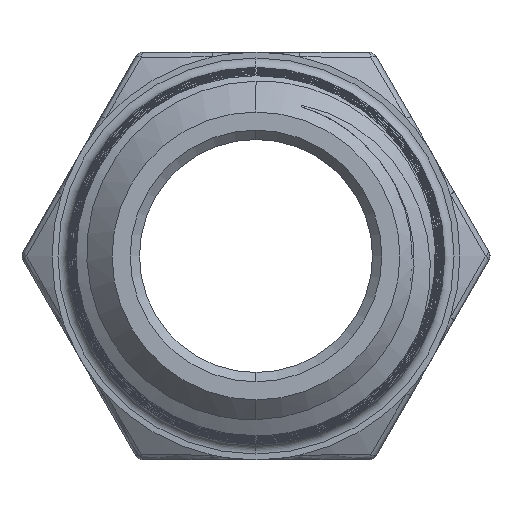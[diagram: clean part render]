
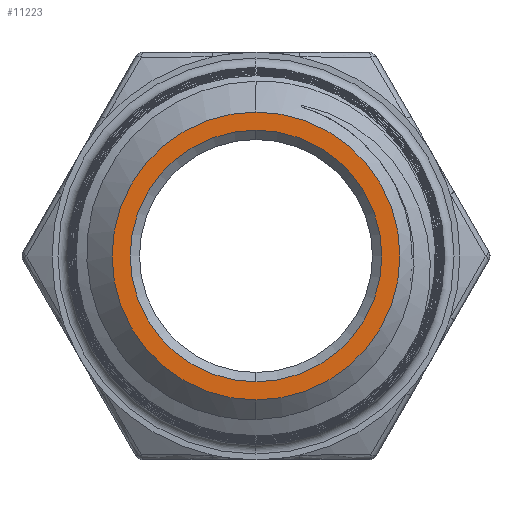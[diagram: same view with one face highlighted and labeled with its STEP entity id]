
A CAD part, left-side view. The second image highlights one B-rep face of the part: STEP entity #11223.
In plain terms, the highlighted planar face has unit normal (-1, 0, 0).
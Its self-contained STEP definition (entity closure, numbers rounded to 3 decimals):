
#812 = EDGE_LOOP ( 'NONE', ( #1582, #10947 ) ) ;
#1124 = CARTESIAN_POINT ( 'NONE',  ( -12.065, 0., 0. ) ) ;
#1243 = CARTESIAN_POINT ( 'NONE',  ( -12.065, 0., 0. ) ) ;
#1582 = ORIENTED_EDGE ( 'NONE', *, *, #7947, .T. ) ;
#2547 = AXIS2_PLACEMENT_3D ( 'NONE', #4154, #13614, #5342 ) ;
#2628 = EDGE_CURVE ( 'NONE', #12777, #7761, #8458, .T. ) ;
#3607 = DIRECTION ( 'NONE',  ( 1., 0., 0. ) ) ;
#3618 = EDGE_CURVE ( 'NONE', #8523, #9037, #13539, .T. ) ;
#3628 = CARTESIAN_POINT ( 'NONE',  ( -12.065, 0., 3.922 ) ) ;
#4154 = CARTESIAN_POINT ( 'NONE',  ( -12.065, 0., 0. ) ) ;
#5121 = CARTESIAN_POINT ( 'NONE',  ( -12.065, 0., 0. ) ) ;
#5342 = DIRECTION ( 'NONE',  ( 0., 0., -1. ) ) ;
#5372 = DIRECTION ( 'NONE',  ( 1., 0., 0. ) ) ;
#5878 = CIRCLE ( 'NONE', #9642, 3.922 ) ;
#6032 = CARTESIAN_POINT ( 'NONE',  ( -12.065, 0., -3.922 ) ) ;
#6461 = AXIS2_PLACEMENT_3D ( 'NONE', #1124, #9610, #11975 ) ;
#6487 = FACE_BOUND ( 'NONE', #13260, .T. ) ;
#6557 = CARTESIAN_POINT ( 'NONE',  ( -12.065, 0., 0. ) ) ;
#6815 = ORIENTED_EDGE ( 'NONE', *, *, #3618, .T. ) ;
#7518 = FACE_OUTER_BOUND ( 'NONE', #812, .T. ) ;
#7761 = VERTEX_POINT ( 'NONE', #6032 ) ;
#7947 = EDGE_CURVE ( 'NONE', #7761, #12777, #5878, .T. ) ;
#8349 = AXIS2_PLACEMENT_3D ( 'NONE', #6557, #5372, #10706 ) ;
#8458 = CIRCLE ( 'NONE', #6461, 3.922 ) ;
#8523 = VERTEX_POINT ( 'NONE', #9342 ) ;
#9037 = VERTEX_POINT ( 'NONE', #11766 ) ;
#9322 = EDGE_CURVE ( 'NONE', #9037, #8523, #9428, .T. ) ;
#9342 = CARTESIAN_POINT ( 'NONE',  ( -12.065, 0., 3.429 ) ) ;
#9428 = CIRCLE ( 'NONE', #2547, 3.429 ) ;
#9533 = ORIENTED_EDGE ( 'NONE', *, *, #9322, .T. ) ;
#9610 = DIRECTION ( 'NONE',  ( -1., 0., 0. ) ) ;
#9642 = AXIS2_PLACEMENT_3D ( 'NONE', #5121, #11376, #10397 ) ;
#9792 = DIRECTION ( 'NONE',  ( 0., 0., -1. ) ) ;
#10195 = AXIS2_PLACEMENT_3D ( 'NONE', #1243, #3607, #9792 ) ;
#10397 = DIRECTION ( 'NONE',  ( 0., 0., -1. ) ) ;
#10706 = DIRECTION ( 'NONE',  ( 0., 0., -1. ) ) ;
#10947 = ORIENTED_EDGE ( 'NONE', *, *, #2628, .T. ) ;
#11223 = ADVANCED_FACE ( 'NONE', ( #6487, #7518 ), #12866, .F. ) ;
#11376 = DIRECTION ( 'NONE',  ( -1., 0., 0. ) ) ;
#11766 = CARTESIAN_POINT ( 'NONE',  ( -12.065, 0., -3.429 ) ) ;
#11975 = DIRECTION ( 'NONE',  ( 0., 0., -1. ) ) ;
#12777 = VERTEX_POINT ( 'NONE', #3628 ) ;
#12866 = PLANE ( 'NONE',  #8349 ) ;
#13260 = EDGE_LOOP ( 'NONE', ( #6815, #9533 ) ) ;
#13539 = CIRCLE ( 'NONE', #10195, 3.429 ) ;
#13614 = DIRECTION ( 'NONE',  ( 1., 0., 0. ) ) ;
